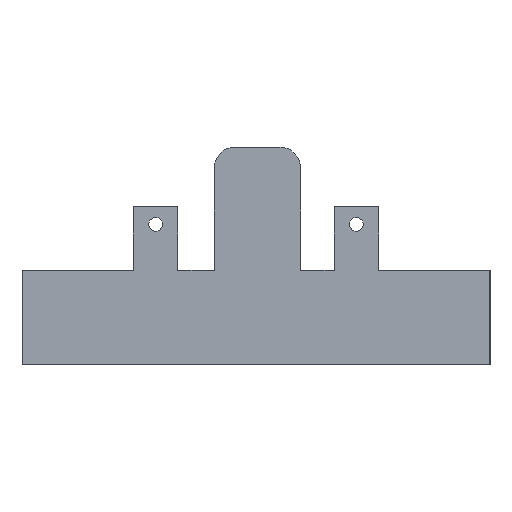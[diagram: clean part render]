
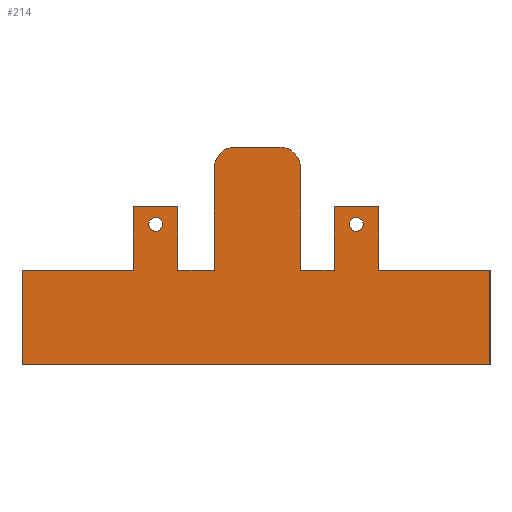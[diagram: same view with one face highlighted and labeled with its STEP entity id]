
A CAD part, left-side view. The second image highlights one B-rep face of the part: STEP entity #214.
In plain terms, the highlighted planar face has unit normal (-1, 0, 0).
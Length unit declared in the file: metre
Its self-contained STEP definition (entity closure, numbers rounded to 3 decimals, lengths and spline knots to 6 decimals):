
#214 = ADVANCED_FACE( '', ( #465, #466, #467 ), #468, .T. );
#465 = FACE_OUTER_BOUND( '', #736, .T. );
#466 = FACE_BOUND( '', #737, .T. );
#467 = FACE_BOUND( '', #738, .T. );
#468 = PLANE( '', #739 );
#736 = EDGE_LOOP( '', ( #1332, #1333, #1334, #1335, #1336, #1337, #1338, #1339, #1340, #1341, #1342, #1343, #1344, #1345, #1346, #1347, #1348, #1349 ) );
#737 = EDGE_LOOP( '', ( #1350 ) );
#738 = EDGE_LOOP( '', ( #1351 ) );
#739 = AXIS2_PLACEMENT_3D( '', #1352, #1353, #1354 );
#1332 = ORIENTED_EDGE( '', *, *, #1689, .F. );
#1333 = ORIENTED_EDGE( '', *, *, #1745, .F. );
#1334 = ORIENTED_EDGE( '', *, *, #1526, .T. );
#1335 = ORIENTED_EDGE( '', *, *, #1644, .T. );
#1336 = ORIENTED_EDGE( '', *, *, #1718, .T. );
#1337 = ORIENTED_EDGE( '', *, *, #1604, .F. );
#1338 = ORIENTED_EDGE( '', *, *, #1751, .T. );
#1339 = ORIENTED_EDGE( '', *, *, #1559, .F. );
#1340 = ORIENTED_EDGE( '', *, *, #1511, .F. );
#1341 = ORIENTED_EDGE( '', *, *, #1761, .F. );
#1342 = ORIENTED_EDGE( '', *, *, #1617, .F. );
#1343 = ORIENTED_EDGE( '', *, *, #1578, .T. );
#1344 = ORIENTED_EDGE( '', *, *, #1573, .T. );
#1345 = ORIENTED_EDGE( '', *, *, #1519, .T. );
#1346 = ORIENTED_EDGE( '', *, *, #1625, .F. );
#1347 = ORIENTED_EDGE( '', *, *, #1554, .F. );
#1348 = ORIENTED_EDGE( '', *, *, #1698, .T. );
#1349 = ORIENTED_EDGE( '', *, *, #1758, .T. );
#1350 = ORIENTED_EDGE( '', *, *, #1762, .T. );
#1351 = ORIENTED_EDGE( '', *, *, #1638, .F. );
#1352 = CARTESIAN_POINT( '', ( -0.0729, 0.062945, 0.023 ) );
#1353 = DIRECTION( '', ( -1., 0., 0. ) );
#1354 = DIRECTION( '', ( 0., 0., 1. ) );
#1511 = EDGE_CURVE( '', #1793, #1795, #1796, .T. );
#1519 = EDGE_CURVE( '', #1810, #1808, #1811, .T. );
#1526 = EDGE_CURVE( '', #1822, #1819, #1823, .T. );
#1554 = EDGE_CURVE( '', #1871, #1873, #1874, .T. );
#1559 = EDGE_CURVE( '', #1795, #1881, #1882, .T. );
#1573 = EDGE_CURVE( '', #1903, #1810, #1904, .T. );
#1578 = EDGE_CURVE( '', #1911, #1903, #1912, .T. );
#1604 = EDGE_CURVE( '', #1953, #1955, #1956, .T. );
#1617 = EDGE_CURVE( '', #1911, #1977, #1978, .T. );
#1625 = EDGE_CURVE( '', #1873, #1808, #1990, .T. );
#1638 = EDGE_CURVE( '', #2010, #2010, #2011, .T. );
#1644 = EDGE_CURVE( '', #1819, #2019, #2021, .T. );
#1689 = EDGE_CURVE( '', #2087, #2089, #2090, .T. );
#1698 = EDGE_CURVE( '', #1871, #2102, #2103, .T. );
#1718 = EDGE_CURVE( '', #2019, #1955, #2131, .T. );
#1745 = EDGE_CURVE( '', #1822, #2087, #2166, .T. );
#1751 = EDGE_CURVE( '', #1953, #1881, #2174, .T. );
#1758 = EDGE_CURVE( '', #2102, #2089, #2181, .T. );
#1761 = EDGE_CURVE( '', #1977, #1793, #2184, .T. );
#1762 = EDGE_CURVE( '', #2185, #2185, #2186, .T. );
#1793 = VERTEX_POINT( '', #2217 );
#1795 = VERTEX_POINT( '', #2220 );
#1796 = CIRCLE( '', #2221, 0.005 );
#1808 = VERTEX_POINT( '', #2237 );
#1810 = VERTEX_POINT( '', #2240 );
#1811 = LINE( '', #2241, #2242 );
#1819 = VERTEX_POINT( '', #2251 );
#1822 = VERTEX_POINT( '', #2255 );
#1823 = LINE( '', #2256, #2257 );
#1871 = VERTEX_POINT( '', #2322 );
#1873 = VERTEX_POINT( '', #2325 );
#1874 = LINE( '', #2326, #2327 );
#1881 = VERTEX_POINT( '', #2337 );
#1882 = LINE( '', #2338, #2339 );
#1903 = VERTEX_POINT( '', #2369 );
#1904 = LINE( '', #2370, #2371 );
#1911 = VERTEX_POINT( '', #2381 );
#1912 = LINE( '', #2382, #2383 );
#1953 = VERTEX_POINT( '', #2441 );
#1955 = VERTEX_POINT( '', #2444 );
#1956 = LINE( '', #2445, #2446 );
#1977 = VERTEX_POINT( '', #2474 );
#1978 = CIRCLE( '', #2475, 0.005 );
#1990 = LINE( '', #2492, #2493 );
#2010 = VERTEX_POINT( '', #2518 );
#2011 = CIRCLE( '', #2519, 0.0017 );
#2019 = VERTEX_POINT( '', #2530 );
#2021 = LINE( '', #2533, #2534 );
#2087 = VERTEX_POINT( '', #2628 );
#2089 = VERTEX_POINT( '', #2631 );
#2090 = LINE( '', #2632, #2633 );
#2102 = VERTEX_POINT( '', #2651 );
#2103 = LINE( '', #2652, #2653 );
#2131 = LINE( '', #2693, #2694 );
#2166 = LINE( '', #2744, #2745 );
#2174 = LINE( '', #2757, #2758 );
#2181 = LINE( '', #2768, #2769 );
#2184 = LINE( '', #2773, #2774 );
#2185 = VERTEX_POINT( '', #2775 );
#2186 = CIRCLE( '', #2776, 0.0017 );
#2217 = CARTESIAN_POINT( '', ( -0.0729, 0.0016, 0.053 ) );
#2220 = CARTESIAN_POINT( '', ( -0.0729, -0.0034, 0.048 ) );
#2221 = AXIS2_PLACEMENT_3D( '', #2815, #2816, #2817 );
#2237 = CARTESIAN_POINT( '', ( -0.0729, 0.026494, 0.0385 ) );
#2240 = CARTESIAN_POINT( '', ( -0.0729, 0.026494, 0.023 ) );
#2241 = CARTESIAN_POINT( '', ( -0.0729, 0.026494, 0.02325 ) );
#2242 = VECTOR( '', #2826, 1. );
#2251 = CARTESIAN_POINT( '', ( -0.0729, -0.022403, 0.023 ) );
#2255 = CARTESIAN_POINT( '', ( -0.0729, -0.049555, 0.023 ) );
#2256 = CARTESIAN_POINT( '', ( -0.0729, 0.062945, 0.023 ) );
#2257 = VECTOR( '', #2835, 1. );
#2322 = CARTESIAN_POINT( '', ( -0.0729, 0.037294, 0.023 ) );
#2325 = CARTESIAN_POINT( '', ( -0.0729, 0.037294, 0.0385 ) );
#2326 = CARTESIAN_POINT( '', ( -0.0729, 0.037294, 0.02325 ) );
#2327 = VECTOR( '', #2868, 1. );
#2337 = CARTESIAN_POINT( '', ( -0.0729, -0.0034, 0.023 ) );
#2338 = CARTESIAN_POINT( '', ( -0.0729, -0.0034, 0.028 ) );
#2339 = VECTOR( '', #2872, 1. );
#2369 = CARTESIAN_POINT( '', ( -0.0729, 0.0176, 0.023 ) );
#2370 = CARTESIAN_POINT( '', ( -0.0729, 0.062945, 0.023 ) );
#2371 = VECTOR( '', #2884, 1. );
#2381 = CARTESIAN_POINT( '', ( -0.0729, 0.0176, 0.048 ) );
#2382 = CARTESIAN_POINT( '', ( -0.0729, 0.0176, 0.028 ) );
#2383 = VECTOR( '', #2888, 1. );
#2441 = CARTESIAN_POINT( '', ( -0.0729, -0.011603, 0.023 ) );
#2444 = CARTESIAN_POINT( '', ( -0.0729, -0.011603, 0.0385 ) );
#2445 = CARTESIAN_POINT( '', ( -0.0729, -0.011603, 0.02325 ) );
#2446 = VECTOR( '', #2913, 1. );
#2474 = CARTESIAN_POINT( '', ( -0.0729, 0.0126, 0.053 ) );
#2475 = AXIS2_PLACEMENT_3D( '', #2926, #2927, #2928 );
#2492 = CARTESIAN_POINT( '', ( -0.0729, 0.031894, 0.0385 ) );
#2493 = VECTOR( '', #2933, 1. );
#2518 = CARTESIAN_POINT( '', ( -0.0729, -0.017003, 0.032498 ) );
#2519 = AXIS2_PLACEMENT_3D( '', #2948, #2949, #2950 );
#2530 = CARTESIAN_POINT( '', ( -0.0729, -0.022403, 0.0385 ) );
#2533 = CARTESIAN_POINT( '', ( -0.0729, -0.022403, 0.02325 ) );
#2534 = VECTOR( '', #2955, 1. );
#2628 = CARTESIAN_POINT( '', ( -0.0729, -0.049555, 0. ) );
#2631 = CARTESIAN_POINT( '', ( -0.0729, 0.064445, 0. ) );
#2632 = CARTESIAN_POINT( '', ( -0.0729, 0.062945, 0. ) );
#2633 = VECTOR( '', #3003, 1. );
#2651 = CARTESIAN_POINT( '', ( -0.0729, 0.064445, 0.023 ) );
#2652 = CARTESIAN_POINT( '', ( -0.0729, 0.062945, 0.023 ) );
#2653 = VECTOR( '', #3010, 1. );
#2693 = CARTESIAN_POINT( '', ( -0.0729, -0.017003, 0.0385 ) );
#2694 = VECTOR( '', #3026, 1. );
#2744 = CARTESIAN_POINT( '', ( -0.0729, -0.049555, 0.023 ) );
#2745 = VECTOR( '', #3051, 1. );
#2757 = CARTESIAN_POINT( '', ( -0.0729, 0.062945, 0.023 ) );
#2758 = VECTOR( '', #3056, 1. );
#2768 = CARTESIAN_POINT( '', ( -0.0729, 0.064445, 0.023 ) );
#2769 = VECTOR( '', #3060, 1. );
#2773 = CARTESIAN_POINT( '', ( -0.0729, 0.0071, 0.053 ) );
#2774 = VECTOR( '', #3062, 1. );
#2775 = CARTESIAN_POINT( '', ( -0.0729, 0.031894, 0.032498 ) );
#2776 = AXIS2_PLACEMENT_3D( '', #3063, #3064, #3065 );
#2815 = CARTESIAN_POINT( '', ( -0.0729, 0.0016, 0.048 ) );
#2816 = DIRECTION( '', ( 1., 0., 0. ) );
#2817 = DIRECTION( '', ( 0., 0., -1. ) );
#2826 = DIRECTION( '', ( 0., 0., 1. ) );
#2835 = DIRECTION( '', ( 0., 1., 0. ) );
#2868 = DIRECTION( '', ( 0., 0., 1. ) );
#2872 = DIRECTION( '', ( 0., 0., -1. ) );
#2884 = DIRECTION( '', ( 0., 1., 0. ) );
#2888 = DIRECTION( '', ( 0., 0., -1. ) );
#2913 = DIRECTION( '', ( 0., 0., 1. ) );
#2926 = CARTESIAN_POINT( '', ( -0.0729, 0.0126, 0.048 ) );
#2927 = DIRECTION( '', ( 1., 0., 0. ) );
#2928 = DIRECTION( '', ( 0., 0., -1. ) );
#2933 = DIRECTION( '', ( 0., -1., 0. ) );
#2948 = CARTESIAN_POINT( '', ( -0.0729, -0.017003, 0.034198 ) );
#2949 = DIRECTION( '', ( -1., 0., 0. ) );
#2950 = DIRECTION( '', ( 0., 0., -1. ) );
#2955 = DIRECTION( '', ( 0., 0., 1. ) );
#3003 = DIRECTION( '', ( 0., 1., 0. ) );
#3010 = DIRECTION( '', ( 0., 1., 0. ) );
#3026 = DIRECTION( '', ( 0., 1., 0. ) );
#3051 = DIRECTION( '', ( 0., 0., -1. ) );
#3056 = DIRECTION( '', ( 0., 1., 0. ) );
#3060 = DIRECTION( '', ( 0., 0., -1. ) );
#3062 = DIRECTION( '', ( 0., -1., 0. ) );
#3063 = CARTESIAN_POINT( '', ( -0.0729, 0.031894, 0.034198 ) );
#3064 = DIRECTION( '', ( 1., 0., 0. ) );
#3065 = DIRECTION( '', ( 0., 0., -1. ) );
